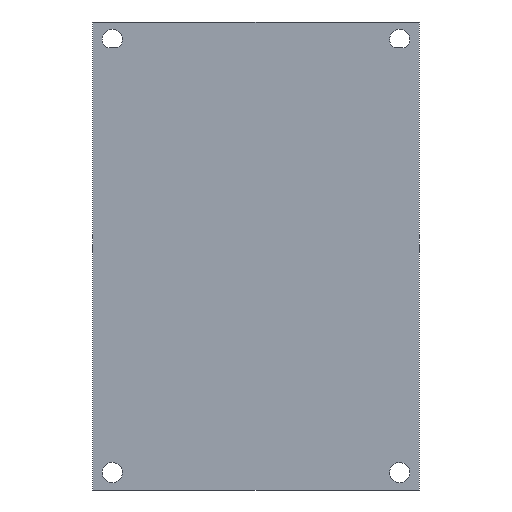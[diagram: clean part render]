
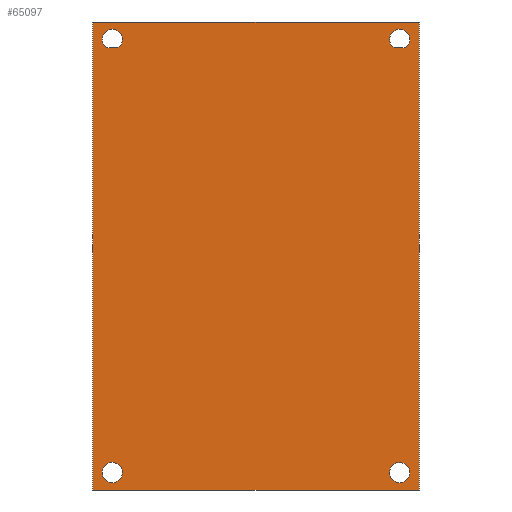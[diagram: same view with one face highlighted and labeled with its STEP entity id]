
A CAD part, front view. The second image highlights one B-rep face of the part: STEP entity #65097.
In plain terms, the highlighted free-form (B-spline) face has degree [1, 1] with [2, 2] control points.
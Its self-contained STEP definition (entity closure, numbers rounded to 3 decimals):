
#65075 = VERTEX_POINT('',#65076);
#65076 = CARTESIAN_POINT('',(-0.536,0.,-38.045));
#65081 = EDGE_CURVE('',#65082,#65075,#65084,.T.);
#65082 = VERTEX_POINT('',#65083);
#65083 = CARTESIAN_POINT('',(-0.536,0.,48.707));
#65084 = B_SPLINE_CURVE_WITH_KNOTS('',1,(#65085,#65086),.UNSPECIFIED.,
  .F.,.F.,(2,2),(0.,72.9),.PIECEWISE_BEZIER_KNOTS.);
#65085 = CARTESIAN_POINT('',(-0.536,0.,48.707));
#65086 = CARTESIAN_POINT('',(-0.536,0.,-38.045));
#65097 = ADVANCED_FACE('',(#65098,#65133,#65168,#65190,#65212),#65234,
  .F.);
#65098 = FACE_BOUND('',#65099,.T.);
#65099 = EDGE_LOOP('',(#65100,#65110,#65117,#65125));
#65100 = ORIENTED_EDGE('',*,*,#65101,.T.);
#65101 = EDGE_CURVE('',#65102,#65104,#65106,.T.);
#65102 = VERTEX_POINT('',#65103);
#65103 = CARTESIAN_POINT('',(4.998,0.,45.476));
#65104 = VERTEX_POINT('',#65105);
#65105 = CARTESIAN_POINT('',(4.137,0.,43.9));
#65106 = ( BOUNDED_CURVE() B_SPLINE_CURVE(2,(#65107,#65108,#65109),
.UNSPECIFIED.,.F.,.F.) B_SPLINE_CURVE_WITH_KNOTS((3,3),(0.,
1.),.PIECEWISE_BEZIER_KNOTS.) CURVE() 
GEOMETRIC_REPRESENTATION_ITEM() RATIONAL_B_SPLINE_CURVE((1.,
0.878,1.)) REPRESENTATION_ITEM('') );
#65107 = CARTESIAN_POINT('',(4.998,0.,45.476));
#65108 = CARTESIAN_POINT('',(4.998,0.,44.453));
#65109 = CARTESIAN_POINT('',(4.137,0.,43.9));
#65110 = ORIENTED_EDGE('',*,*,#65111,.F.);
#65111 = EDGE_CURVE('',#65112,#65104,#65114,.T.);
#65112 = VERTEX_POINT('',#65113);
#65113 = CARTESIAN_POINT('',(2.111,0.,43.9));
#65114 = B_SPLINE_CURVE_WITH_KNOTS('',1,(#65115,#65116),.UNSPECIFIED.,
  .F.,.F.,(2,2),(-23.226,-21.524),
  .PIECEWISE_BEZIER_KNOTS.);
#65115 = CARTESIAN_POINT('',(2.111,0.,43.9));
#65116 = CARTESIAN_POINT('',(4.137,0.,43.9));
#65117 = ORIENTED_EDGE('',*,*,#65118,.T.);
#65118 = EDGE_CURVE('',#65112,#65119,#65121,.T.);
#65119 = VERTEX_POINT('',#65120);
#65120 = CARTESIAN_POINT('',(1.25,0.,45.476));
#65121 = ( BOUNDED_CURVE() B_SPLINE_CURVE(2,(#65122,#65123,#65124),
.UNSPECIFIED.,.F.,.F.) B_SPLINE_CURVE_WITH_KNOTS((3,3),(2.142,
3.142),.PIECEWISE_BEZIER_KNOTS.) CURVE() 
GEOMETRIC_REPRESENTATION_ITEM() RATIONAL_B_SPLINE_CURVE((1.,
0.878,1.)) REPRESENTATION_ITEM('') );
#65122 = CARTESIAN_POINT('',(2.111,0.,43.9));
#65123 = CARTESIAN_POINT('',(1.25,0.,44.453));
#65124 = CARTESIAN_POINT('',(1.25,0.,45.476));
#65125 = ORIENTED_EDGE('',*,*,#65126,.T.);
#65126 = EDGE_CURVE('',#65119,#65102,#65127,.T.);
#65127 = ( BOUNDED_CURVE() B_SPLINE_CURVE(2,(#65128,#65129,#65130,#65131
,#65132),.UNSPECIFIED.,.F.,.F.) B_SPLINE_CURVE_WITH_KNOTS((3,2,3),(0.,
1.571,3.142),.PIECEWISE_BEZIER_KNOTS.) CURVE() 
GEOMETRIC_REPRESENTATION_ITEM() RATIONAL_B_SPLINE_CURVE((1.,
0.707,1.,0.707,1.)) REPRESENTATION_ITEM('') );
#65128 = CARTESIAN_POINT('',(1.25,0.,45.476));
#65129 = CARTESIAN_POINT('',(1.25,0.,47.351));
#65130 = CARTESIAN_POINT('',(3.124,0.,47.351));
#65131 = CARTESIAN_POINT('',(4.998,0.,47.351));
#65132 = CARTESIAN_POINT('',(4.998,0.,45.476));
#65133 = FACE_BOUND('',#65134,.T.);
#65134 = EDGE_LOOP('',(#65135,#65145,#65152,#65160));
#65135 = ORIENTED_EDGE('',*,*,#65136,.T.);
#65136 = EDGE_CURVE('',#65137,#65139,#65141,.T.);
#65137 = VERTEX_POINT('',#65138);
#65138 = CARTESIAN_POINT('',(58.251,0.,45.476));
#65139 = VERTEX_POINT('',#65140);
#65140 = CARTESIAN_POINT('',(57.39,0.,43.9));
#65141 = ( BOUNDED_CURVE() B_SPLINE_CURVE(2,(#65142,#65143,#65144),
.UNSPECIFIED.,.F.,.F.) B_SPLINE_CURVE_WITH_KNOTS((3,3),(0.,
1.),.PIECEWISE_BEZIER_KNOTS.) CURVE() 
GEOMETRIC_REPRESENTATION_ITEM() RATIONAL_B_SPLINE_CURVE((1.,
0.878,1.)) REPRESENTATION_ITEM('') );
#65142 = CARTESIAN_POINT('',(58.251,0.,45.476));
#65143 = CARTESIAN_POINT('',(58.251,0.,44.453));
#65144 = CARTESIAN_POINT('',(57.39,0.,43.9));
#65145 = ORIENTED_EDGE('',*,*,#65146,.F.);
#65146 = EDGE_CURVE('',#65147,#65139,#65149,.T.);
#65147 = VERTEX_POINT('',#65148);
#65148 = CARTESIAN_POINT('',(55.364,0.,43.9));
#65149 = B_SPLINE_CURVE_WITH_KNOTS('',1,(#65150,#65151),.UNSPECIFIED.,
  .F.,.F.,(2,2),(21.524,23.226),
  .PIECEWISE_BEZIER_KNOTS.);
#65150 = CARTESIAN_POINT('',(55.364,0.,43.9));
#65151 = CARTESIAN_POINT('',(57.39,0.,43.9));
#65152 = ORIENTED_EDGE('',*,*,#65153,.T.);
#65153 = EDGE_CURVE('',#65147,#65154,#65156,.T.);
#65154 = VERTEX_POINT('',#65155);
#65155 = CARTESIAN_POINT('',(54.503,0.,45.476));
#65156 = ( BOUNDED_CURVE() B_SPLINE_CURVE(2,(#65157,#65158,#65159),
.UNSPECIFIED.,.F.,.F.) B_SPLINE_CURVE_WITH_KNOTS((3,3),(2.142,
3.142),.PIECEWISE_BEZIER_KNOTS.) CURVE() 
GEOMETRIC_REPRESENTATION_ITEM() RATIONAL_B_SPLINE_CURVE((1.,
0.878,1.)) REPRESENTATION_ITEM('') );
#65157 = CARTESIAN_POINT('',(55.364,0.,43.9));
#65158 = CARTESIAN_POINT('',(54.503,0.,44.453));
#65159 = CARTESIAN_POINT('',(54.503,0.,45.476));
#65160 = ORIENTED_EDGE('',*,*,#65161,.T.);
#65161 = EDGE_CURVE('',#65154,#65137,#65162,.T.);
#65162 = ( BOUNDED_CURVE() B_SPLINE_CURVE(2,(#65163,#65164,#65165,#65166
,#65167),.UNSPECIFIED.,.F.,.F.) B_SPLINE_CURVE_WITH_KNOTS((3,2,3),(0.,
1.571,3.142),.PIECEWISE_BEZIER_KNOTS.) CURVE() 
GEOMETRIC_REPRESENTATION_ITEM() RATIONAL_B_SPLINE_CURVE((1.,
0.707,1.,0.707,1.)) REPRESENTATION_ITEM('') );
#65163 = CARTESIAN_POINT('',(54.503,0.,45.476));
#65164 = CARTESIAN_POINT('',(54.503,0.,47.351));
#65165 = CARTESIAN_POINT('',(56.377,0.,47.351));
#65166 = CARTESIAN_POINT('',(58.251,0.,47.351));
#65167 = CARTESIAN_POINT('',(58.251,0.,45.476));
#65168 = FACE_BOUND('',#65169,.T.);
#65169 = EDGE_LOOP('',(#65170,#65171,#65178,#65185));
#65170 = ORIENTED_EDGE('',*,*,#65081,.T.);
#65171 = ORIENTED_EDGE('',*,*,#65172,.F.);
#65172 = EDGE_CURVE('',#65173,#65075,#65175,.T.);
#65173 = VERTEX_POINT('',#65174);
#65174 = CARTESIAN_POINT('',(60.036,0.,-38.045));
#65175 = B_SPLINE_CURVE_WITH_KNOTS('',1,(#65176,#65177),.UNSPECIFIED.,
  .F.,.F.,(2,2),(0.,50.9),.PIECEWISE_BEZIER_KNOTS.);
#65176 = CARTESIAN_POINT('',(60.036,0.,-38.045));
#65177 = CARTESIAN_POINT('',(-0.536,0.,-38.045));
#65178 = ORIENTED_EDGE('',*,*,#65179,.T.);
#65179 = EDGE_CURVE('',#65173,#65180,#65182,.T.);
#65180 = VERTEX_POINT('',#65181);
#65181 = CARTESIAN_POINT('',(60.036,0.,48.707));
#65182 = B_SPLINE_CURVE_WITH_KNOTS('',1,(#65183,#65184),.UNSPECIFIED.,
  .F.,.F.,(2,2),(-31.72,41.18),.PIECEWISE_BEZIER_KNOTS.);
#65183 = CARTESIAN_POINT('',(60.036,0.,-38.045));
#65184 = CARTESIAN_POINT('',(60.036,0.,48.707));
#65185 = ORIENTED_EDGE('',*,*,#65186,.T.);
#65186 = EDGE_CURVE('',#65180,#65082,#65187,.T.);
#65187 = B_SPLINE_CURVE_WITH_KNOTS('',1,(#65188,#65189),.UNSPECIFIED.,
  .F.,.F.,(2,2),(0.,50.9),.PIECEWISE_BEZIER_KNOTS.);
#65188 = CARTESIAN_POINT('',(60.036,0.,48.707));
#65189 = CARTESIAN_POINT('',(-0.536,0.,48.707));
#65190 = FACE_BOUND('',#65191,.T.);
#65191 = EDGE_LOOP('',(#65192,#65204));
#65192 = ORIENTED_EDGE('',*,*,#65193,.T.);
#65193 = EDGE_CURVE('',#65194,#65196,#65198,.T.);
#65194 = VERTEX_POINT('',#65195);
#65195 = CARTESIAN_POINT('',(4.998,0.,-34.814));
#65196 = VERTEX_POINT('',#65197);
#65197 = CARTESIAN_POINT('',(1.25,0.,-34.814));
#65198 = ( BOUNDED_CURVE() B_SPLINE_CURVE(2,(#65199,#65200,#65201,#65202
,#65203),.UNSPECIFIED.,.F.,.F.) B_SPLINE_CURVE_WITH_KNOTS((3,2,3),(0.,
1.571,3.142),.PIECEWISE_BEZIER_KNOTS.) CURVE() 
GEOMETRIC_REPRESENTATION_ITEM() RATIONAL_B_SPLINE_CURVE((1.,
0.707,1.,0.707,1.)) REPRESENTATION_ITEM('') );
#65199 = CARTESIAN_POINT('',(4.998,0.,-34.814));
#65200 = CARTESIAN_POINT('',(4.998,0.,-36.688));
#65201 = CARTESIAN_POINT('',(3.124,0.,-36.688));
#65202 = CARTESIAN_POINT('',(1.25,0.,-36.688));
#65203 = CARTESIAN_POINT('',(1.25,0.,-34.814));
#65204 = ORIENTED_EDGE('',*,*,#65205,.T.);
#65205 = EDGE_CURVE('',#65196,#65194,#65206,.T.);
#65206 = ( BOUNDED_CURVE() B_SPLINE_CURVE(2,(#65207,#65208,#65209,#65210
,#65211),.UNSPECIFIED.,.F.,.F.) B_SPLINE_CURVE_WITH_KNOTS((3,2,3),(0.,
1.571,3.142),.PIECEWISE_BEZIER_KNOTS.) CURVE() 
GEOMETRIC_REPRESENTATION_ITEM() RATIONAL_B_SPLINE_CURVE((1.,
0.707,1.,0.707,1.)) REPRESENTATION_ITEM('') );
#65207 = CARTESIAN_POINT('',(1.25,0.,-34.814));
#65208 = CARTESIAN_POINT('',(1.25,0.,-32.94));
#65209 = CARTESIAN_POINT('',(3.124,0.,-32.94));
#65210 = CARTESIAN_POINT('',(4.998,0.,-32.94));
#65211 = CARTESIAN_POINT('',(4.998,0.,-34.814));
#65212 = FACE_BOUND('',#65213,.T.);
#65213 = EDGE_LOOP('',(#65214,#65226));
#65214 = ORIENTED_EDGE('',*,*,#65215,.T.);
#65215 = EDGE_CURVE('',#65216,#65218,#65220,.T.);
#65216 = VERTEX_POINT('',#65217);
#65217 = CARTESIAN_POINT('',(58.251,0.,-34.814));
#65218 = VERTEX_POINT('',#65219);
#65219 = CARTESIAN_POINT('',(54.503,0.,-34.814));
#65220 = ( BOUNDED_CURVE() B_SPLINE_CURVE(2,(#65221,#65222,#65223,#65224
,#65225),.UNSPECIFIED.,.F.,.F.) B_SPLINE_CURVE_WITH_KNOTS((3,2,3),(0.,
1.571,3.142),.PIECEWISE_BEZIER_KNOTS.) CURVE() 
GEOMETRIC_REPRESENTATION_ITEM() RATIONAL_B_SPLINE_CURVE((1.,
0.707,1.,0.707,1.)) REPRESENTATION_ITEM('') );
#65221 = CARTESIAN_POINT('',(58.251,0.,-34.814));
#65222 = CARTESIAN_POINT('',(58.251,0.,-36.688));
#65223 = CARTESIAN_POINT('',(56.377,0.,-36.688));
#65224 = CARTESIAN_POINT('',(54.503,0.,-36.688));
#65225 = CARTESIAN_POINT('',(54.503,0.,-34.814));
#65226 = ORIENTED_EDGE('',*,*,#65227,.T.);
#65227 = EDGE_CURVE('',#65218,#65216,#65228,.T.);
#65228 = ( BOUNDED_CURVE() B_SPLINE_CURVE(2,(#65229,#65230,#65231,#65232
,#65233),.UNSPECIFIED.,.F.,.F.) B_SPLINE_CURVE_WITH_KNOTS((3,2,3),(0.,
1.571,3.142),.PIECEWISE_BEZIER_KNOTS.) CURVE() 
GEOMETRIC_REPRESENTATION_ITEM() RATIONAL_B_SPLINE_CURVE((1.,
0.707,1.,0.707,1.)) REPRESENTATION_ITEM('') );
#65229 = CARTESIAN_POINT('',(54.503,0.,-34.814));
#65230 = CARTESIAN_POINT('',(54.503,0.,-32.94));
#65231 = CARTESIAN_POINT('',(56.377,0.,-32.94));
#65232 = CARTESIAN_POINT('',(58.251,0.,-32.94));
#65233 = CARTESIAN_POINT('',(58.251,0.,-34.814));
#65234 = B_SPLINE_SURFACE_WITH_KNOTS('',1,1,(
    (#65235,#65236)
    ,(#65237,#65238
    )),.UNSPECIFIED.,.F.,.F.,.F.,(2,2),(2,2),(-25.45,25.45),(-28.43,
    44.47),.PIECEWISE_BEZIER_KNOTS.);
#65235 = CARTESIAN_POINT('',(-0.536,0.,48.707));
#65236 = CARTESIAN_POINT('',(-0.536,0.,-38.045));
#65237 = CARTESIAN_POINT('',(60.036,0.,48.707));
#65238 = CARTESIAN_POINT('',(60.036,0.,-38.045));
